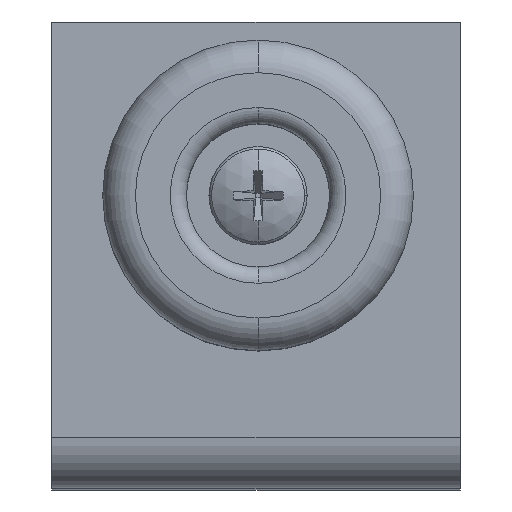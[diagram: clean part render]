
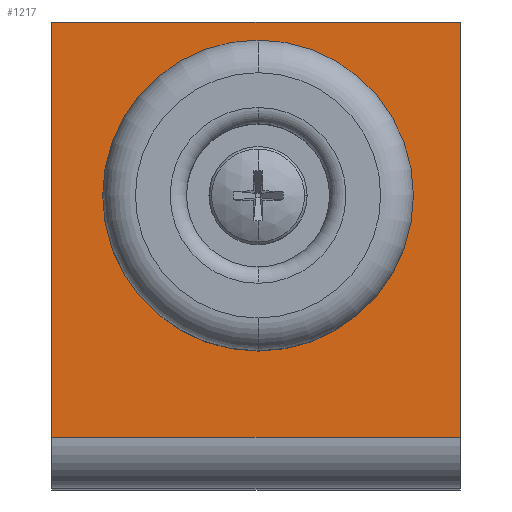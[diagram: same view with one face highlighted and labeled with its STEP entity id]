
A CAD part, top view. The second image highlights one B-rep face of the part: STEP entity #1217.
In plain terms, the highlighted face is planar.
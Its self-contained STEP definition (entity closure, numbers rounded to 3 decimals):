
#9 = VERTEX_POINT ( 'NONE', #785 ) ;
#45 = CIRCLE ( 'NONE', #417, 3.25 ) ;
#118 = EDGE_CURVE ( 'NONE', #1280, #416, #648, .T. ) ;
#157 = ORIENTED_EDGE ( 'NONE', *, *, #900, .T. ) ;
#180 = ORIENTED_EDGE ( 'NONE', *, *, #118, .F. ) ;
#204 = LINE ( 'NONE', #620, #555 ) ;
#358 = ORIENTED_EDGE ( 'NONE', *, *, #1694, .F. ) ;
#403 = FACE_BOUND ( 'NONE', #2478, .T. ) ;
#416 = VERTEX_POINT ( 'NONE', #2748 ) ;
#417 = AXIS2_PLACEMENT_3D ( 'NONE', #1223, #1463, #595 ) ;
#429 = CARTESIAN_POINT ( 'NONE',  ( 68.737, 0., -25. ) ) ;
#483 = VERTEX_POINT ( 'NONE', #1490 ) ;
#555 = VECTOR ( 'NONE', #2564, 1000. ) ;
#595 = DIRECTION ( 'NONE',  ( 0., 1., 0. ) ) ;
#620 = CARTESIAN_POINT ( 'NONE',  ( 68.737, 57., 0. ) ) ;
#648 = CIRCLE ( 'NONE', #1246, 3.25 ) ;
#672 = DIRECTION ( 'NONE',  ( 0., -1., 0. ) ) ;
#696 = CARTESIAN_POINT ( 'NONE',  ( 68.737, 0., 25. ) ) ;
#785 = CARTESIAN_POINT ( 'NONE',  ( 68.737, 57., 25. ) ) ;
#793 = VECTOR ( 'NONE', #1284, 1000. ) ;
#813 = ORIENTED_EDGE ( 'NONE', *, *, #1146, .F. ) ;
#900 = EDGE_CURVE ( 'NONE', #1710, #2181, #2130, .T. ) ;
#951 = EDGE_CURVE ( 'NONE', #2181, #9, #204, .T. ) ;
#960 = CARTESIAN_POINT ( 'NONE',  ( 68.737, 6.237, -25. ) ) ;
#1068 = CARTESIAN_POINT ( 'NONE',  ( 68.737, 0., 0. ) ) ;
#1130 = ORIENTED_EDGE ( 'NONE', *, *, #1283, .T. ) ;
#1146 = EDGE_CURVE ( 'NONE', #416, #1280, #45, .T. ) ;
#1161 = LINE ( 'NONE', #2688, #2359 ) ;
#1167 = LINE ( 'NONE', #696, #1397 ) ;
#1217 = ADVANCED_FACE ( 'NONE', ( #403, #1992 ), #2416, .F. ) ;
#1223 = CARTESIAN_POINT ( 'NONE',  ( 68.737, 35.75, -0.25 ) ) ;
#1246 = AXIS2_PLACEMENT_3D ( 'NONE', #1289, #2156, #2176 ) ;
#1280 = VERTEX_POINT ( 'NONE', #2674 ) ;
#1283 = EDGE_CURVE ( 'NONE', #9, #483, #1167, .T. ) ;
#1284 = DIRECTION ( 'NONE',  ( 0., 1., 0. ) ) ;
#1289 = CARTESIAN_POINT ( 'NONE',  ( 68.737, 35.75, -0.25 ) ) ;
#1397 = VECTOR ( 'NONE', #1801, 1000. ) ;
#1463 = DIRECTION ( 'NONE',  ( 1., 0., 0. ) ) ;
#1490 = CARTESIAN_POINT ( 'NONE',  ( 68.737, 6.237, 25. ) ) ;
#1694 = EDGE_CURVE ( 'NONE', #1710, #483, #1161, .T. ) ;
#1710 = VERTEX_POINT ( 'NONE', #960 ) ;
#1792 = CARTESIAN_POINT ( 'NONE',  ( 68.737, 57., -25. ) ) ;
#1801 = DIRECTION ( 'NONE',  ( 0., -1., 0. ) ) ;
#1855 = EDGE_LOOP ( 'NONE', ( #358, #157, #2510, #1130 ) ) ;
#1930 = DIRECTION ( 'NONE',  ( -1., 0., 0. ) ) ;
#1992 = FACE_OUTER_BOUND ( 'NONE', #1855, .T. ) ;
#2130 = LINE ( 'NONE', #429, #793 ) ;
#2156 = DIRECTION ( 'NONE',  ( 1., 0., 0. ) ) ;
#2176 = DIRECTION ( 'NONE',  ( 0., 1., 0. ) ) ;
#2181 = VERTEX_POINT ( 'NONE', #1792 ) ;
#2359 = VECTOR ( 'NONE', #2659, 1000. ) ;
#2416 = PLANE ( 'NONE',  #2863 ) ;
#2478 = EDGE_LOOP ( 'NONE', ( #813, #180 ) ) ;
#2510 = ORIENTED_EDGE ( 'NONE', *, *, #951, .T. ) ;
#2564 = DIRECTION ( 'NONE',  ( 0., 0., 1. ) ) ;
#2659 = DIRECTION ( 'NONE',  ( 0., 0., 1. ) ) ;
#2674 = CARTESIAN_POINT ( 'NONE',  ( 68.737, 32.5, -0.25 ) ) ;
#2688 = CARTESIAN_POINT ( 'NONE',  ( 68.737, 6.237, 25. ) ) ;
#2748 = CARTESIAN_POINT ( 'NONE',  ( 68.737, 39., -0.25 ) ) ;
#2863 = AXIS2_PLACEMENT_3D ( 'NONE', #1068, #1930, #672 ) ;
